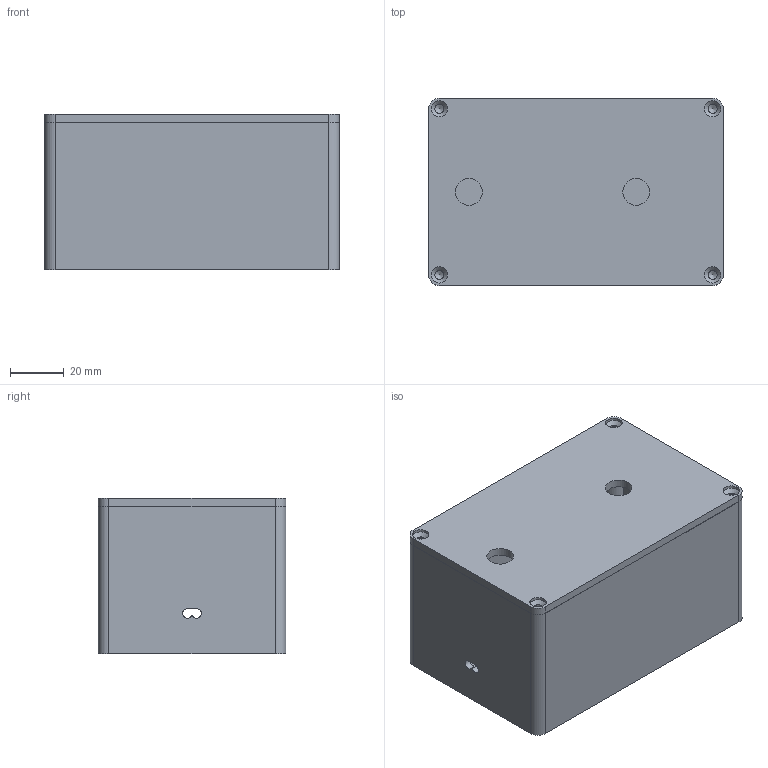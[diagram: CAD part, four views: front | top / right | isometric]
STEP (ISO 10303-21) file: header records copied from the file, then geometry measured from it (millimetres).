
FILE_DESCRIPTION(('FreeCAD Model'),'2;1');
FILE_NAME('Open CASCADE Shape Model','2024-07-24T16:26:54',(''),(''), 'Open CASCADE STEP processor 7.6','FreeCAD','Unknown');
FILE_SCHEMA(('AUTOMOTIVE_DESIGN { 1 0 10303 214 1 1 1 1 }'));
Length unit declared in the file: millimetre
Products named in the file (3): Part004; Тіло006; Тіло007
Assembly tree (2 placements, depth 2):
  Part004
    Тіло006
    Тіло007
Bounding box: 110 x 70 x 58 mm (x, y, z)
Volume: 95154.9 mm3; surface area: 69786 mm2
Topology: 2 solids, 2 shells, 146 faces, 397 edges, 252 vertices
Faces by surface type: plane 80, cylinder 54, cone 12
Full cylindrical faces by diameter (mm): 3.4 x12, 6.1 x4, 10 x6
Entity records: 4667 total; most frequent: DIRECTION 827, CARTESIAN_POINT 790, ORIENTED_EDGE 778, EDGE_CURVE 389, AXIS2_PLACEMENT_3D 289, VERTEX_POINT 252, LINE 249, VECTOR 249
